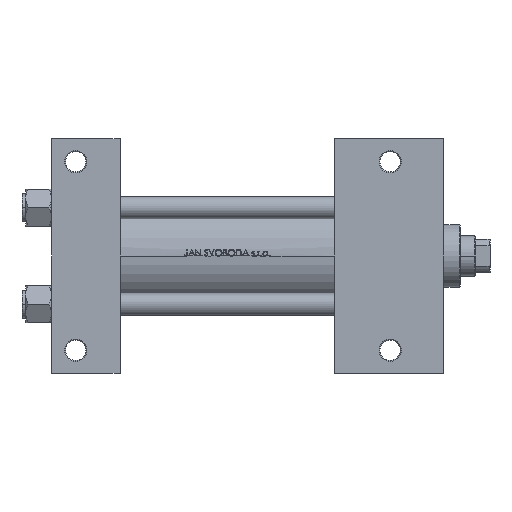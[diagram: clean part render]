
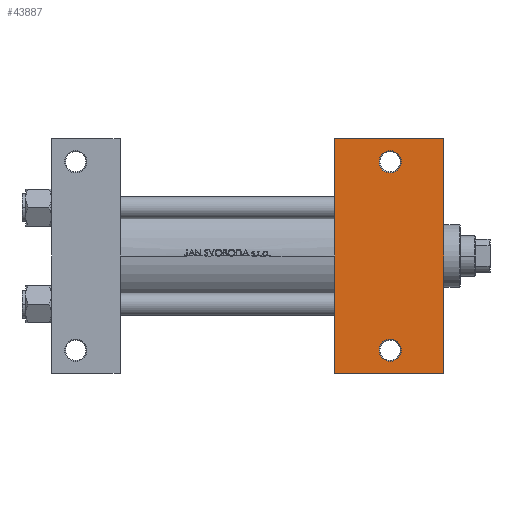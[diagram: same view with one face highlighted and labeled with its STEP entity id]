
A CAD part, front view. The second image highlights one B-rep face of the part: STEP entity #43887.
In plain terms, the highlighted face is planar.
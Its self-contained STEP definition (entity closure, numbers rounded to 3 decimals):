
#15 = AXIS2_PLACEMENT_3D ( 'NONE', #45793, #41304, #7183 ) ;
#1181 = DIRECTION ( 'NONE',  ( -1., 0., 0. ) ) ;
#1653 = VERTEX_POINT ( 'NONE', #27900 ) ;
#1676 = CARTESIAN_POINT ( 'NONE',  ( 183., 51., -37.5 ) ) ;
#2852 = AXIS2_PLACEMENT_3D ( 'NONE', #31524, #39758, #35780 ) ;
#3057 = EDGE_CURVE ( 'NONE', #8925, #7857, #27122, .T. ) ;
#4424 = EDGE_CURVE ( 'NONE', #18576, #1653, #25348, .T. ) ;
#5392 = EDGE_LOOP ( 'NONE', ( #15672, #21047, #34037, #47690 ) ) ;
#5803 = VERTEX_POINT ( 'NONE', #36895 ) ;
#7174 = VECTOR ( 'NONE', #24814, 1000. ) ;
#7183 = DIRECTION ( 'NONE',  ( -1., 0., 0. ) ) ;
#7384 = VERTEX_POINT ( 'NONE', #25355 ) ;
#7857 = VERTEX_POINT ( 'NONE', #10209 ) ;
#7868 = ORIENTED_EDGE ( 'NONE', *, *, #46568, .T. ) ;
#8870 = EDGE_CURVE ( 'NONE', #5803, #48192, #40811, .T. ) ;
#8925 = VERTEX_POINT ( 'NONE', #12134 ) ;
#9282 = VECTOR ( 'NONE', #31091, 1000. ) ;
#9604 = EDGE_LOOP ( 'NONE', ( #45889, #12267 ) ) ;
#10149 = FACE_BOUND ( 'NONE', #14486, .T. ) ;
#10209 = CARTESIAN_POINT ( 'NONE',  ( 153., -63.5, -37.5 ) ) ;
#12134 = CARTESIAN_POINT ( 'NONE',  ( 153., 63.5, -37.5 ) ) ;
#12267 = ORIENTED_EDGE ( 'NONE', *, *, #29549, .T. ) ;
#13381 = LINE ( 'NONE', #38801, #21534 ) ;
#13522 = CIRCLE ( 'NONE', #29394, 5.999 ) ;
#14195 = EDGE_CURVE ( 'NONE', #8925, #5803, #13381, .T. ) ;
#14486 = EDGE_LOOP ( 'NONE', ( #35219, #7868 ) ) ;
#14620 = FACE_OUTER_BOUND ( 'NONE', #5392, .T. ) ;
#15672 = ORIENTED_EDGE ( 'NONE', *, *, #3057, .F. ) ;
#18576 = VERTEX_POINT ( 'NONE', #44368 ) ;
#20087 = DIRECTION ( 'NONE',  ( 0., 0., 1. ) ) ;
#20114 = DIRECTION ( 'NONE',  ( 1., 0., 0. ) ) ;
#20313 = CIRCLE ( 'NONE', #2852, 5.999 ) ;
#21047 = ORIENTED_EDGE ( 'NONE', *, *, #14195, .T. ) ;
#21534 = VECTOR ( 'NONE', #20114, 1000. ) ;
#21599 = DIRECTION ( 'NONE',  ( -1., 0., 0. ) ) ;
#23843 = AXIS2_PLACEMENT_3D ( 'NONE', #29792, #45034, #21599 ) ;
#24069 = CARTESIAN_POINT ( 'NONE',  ( 153., -63.5, -37.5 ) ) ;
#24216 = CARTESIAN_POINT ( 'NONE',  ( 212., -63.5, -37.5 ) ) ;
#24814 = DIRECTION ( 'NONE',  ( -1., 0., 0. ) ) ;
#25348 = CIRCLE ( 'NONE', #30103, 5.999 ) ;
#25355 = CARTESIAN_POINT ( 'NONE',  ( 188.999, -51., -37.5 ) ) ;
#25359 = VECTOR ( 'NONE', #41307, 1000. ) ;
#26102 = CARTESIAN_POINT ( 'NONE',  ( 212., 37.5, -37.5 ) ) ;
#26676 = VERTEX_POINT ( 'NONE', #30734 ) ;
#27122 = LINE ( 'NONE', #47071, #9282 ) ;
#27802 = CIRCLE ( 'NONE', #15, 5.999 ) ;
#27900 = CARTESIAN_POINT ( 'NONE',  ( 188.999, 51., -37.5 ) ) ;
#28234 = DIRECTION ( 'NONE',  ( -1., 0., 0. ) ) ;
#29394 = AXIS2_PLACEMENT_3D ( 'NONE', #32227, #36221, #28234 ) ;
#29549 = EDGE_CURVE ( 'NONE', #1653, #18576, #20313, .T. ) ;
#29792 = CARTESIAN_POINT ( 'NONE',  ( 212., 37.5, -37.5 ) ) ;
#30103 = AXIS2_PLACEMENT_3D ( 'NONE', #1676, #20087, #1181 ) ;
#30734 = CARTESIAN_POINT ( 'NONE',  ( 177.001, -51., -37.5 ) ) ;
#31091 = DIRECTION ( 'NONE',  ( 0., -1., 0. ) ) ;
#31524 = CARTESIAN_POINT ( 'NONE',  ( 183., 51., -37.5 ) ) ;
#32026 = LINE ( 'NONE', #24069, #7174 ) ;
#32227 = CARTESIAN_POINT ( 'NONE',  ( 183., -51., -37.5 ) ) ;
#34037 = ORIENTED_EDGE ( 'NONE', *, *, #8870, .T. ) ;
#35219 = ORIENTED_EDGE ( 'NONE', *, *, #47859, .T. ) ;
#35780 = DIRECTION ( 'NONE',  ( -1., 0., 0. ) ) ;
#36221 = DIRECTION ( 'NONE',  ( 0., 0., 1. ) ) ;
#36895 = CARTESIAN_POINT ( 'NONE',  ( 212., 63.5, -37.5 ) ) ;
#38801 = CARTESIAN_POINT ( 'NONE',  ( 153., 63.5, -37.5 ) ) ;
#39758 = DIRECTION ( 'NONE',  ( 0., 0., 1. ) ) ;
#40549 = PLANE ( 'NONE',  #23843 ) ;
#40811 = LINE ( 'NONE', #26102, #25359 ) ;
#41304 = DIRECTION ( 'NONE',  ( 0., 0., 1. ) ) ;
#41307 = DIRECTION ( 'NONE',  ( 0., -1., 0. ) ) ;
#43887 = ADVANCED_FACE ( 'NONE', ( #44305, #10149, #14620 ), #40549, .T. ) ;
#44305 = FACE_BOUND ( 'NONE', #9604, .T. ) ;
#44368 = CARTESIAN_POINT ( 'NONE',  ( 177.001, 51., -37.5 ) ) ;
#44979 = EDGE_CURVE ( 'NONE', #48192, #7857, #32026, .T. ) ;
#45034 = DIRECTION ( 'NONE',  ( 0., 0., -1. ) ) ;
#45793 = CARTESIAN_POINT ( 'NONE',  ( 183., -51., -37.5 ) ) ;
#45889 = ORIENTED_EDGE ( 'NONE', *, *, #4424, .T. ) ;
#46568 = EDGE_CURVE ( 'NONE', #7384, #26676, #27802, .T. ) ;
#47071 = CARTESIAN_POINT ( 'NONE',  ( 153., 37.5, -37.5 ) ) ;
#47690 = ORIENTED_EDGE ( 'NONE', *, *, #44979, .T. ) ;
#47859 = EDGE_CURVE ( 'NONE', #26676, #7384, #13522, .T. ) ;
#48192 = VERTEX_POINT ( 'NONE', #24216 ) ;
